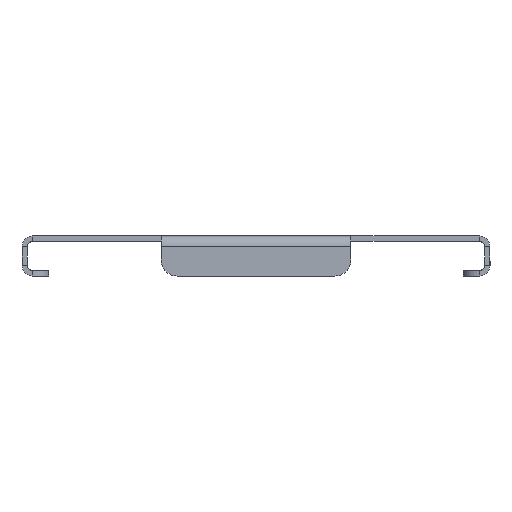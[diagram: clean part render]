
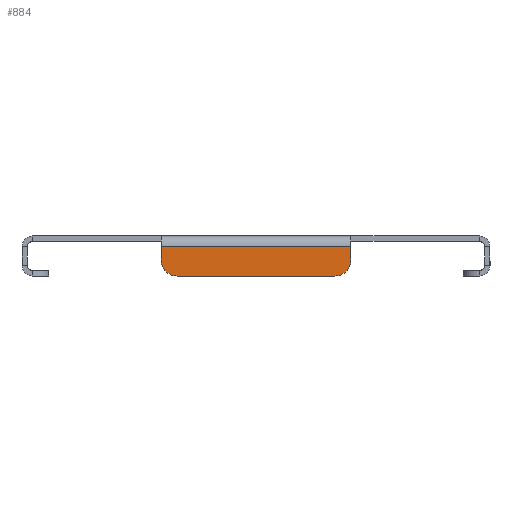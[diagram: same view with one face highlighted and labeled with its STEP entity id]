
A CAD part, left-side view. The second image highlights one B-rep face of the part: STEP entity #884.
In plain terms, the highlighted planar face has unit normal (-1, 0, 0).
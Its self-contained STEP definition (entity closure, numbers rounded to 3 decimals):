
#32 = PLANE ( 'NONE',  #469 ) ;
#167 = CARTESIAN_POINT ( 'NONE',  ( -399.5, -35.5, -15. ) ) ;
#168 = ORIENTED_EDGE ( 'NONE', *, *, #1721, .F. ) ;
#228 = LINE ( 'NONE', #2969, #2886 ) ;
#287 = VECTOR ( 'NONE', #1056, 1000. ) ;
#344 = CARTESIAN_POINT ( 'NONE',  ( -399.5, 29.5, -9. ) ) ;
#372 = AXIS2_PLACEMENT_3D ( 'NONE', #964, #2164, #2153 ) ;
#469 = AXIS2_PLACEMENT_3D ( 'NONE', #2806, #2360, #1202 ) ;
#490 = DIRECTION ( 'NONE',  ( 0., 1., 0. ) ) ;
#533 = CARTESIAN_POINT ( 'NONE',  ( -399.5, -29.5, -15. ) ) ;
#622 = ORIENTED_EDGE ( 'NONE', *, *, #2007, .T. ) ;
#642 = EDGE_CURVE ( 'NONE', #769, #2192, #862, .T. ) ;
#669 = EDGE_LOOP ( 'NONE', ( #168, #1297, #1818, #1120, #1943, #622 ) ) ;
#712 = VECTOR ( 'NONE', #1355, 1000. ) ;
#732 = FACE_OUTER_BOUND ( 'NONE', #669, .T. ) ;
#769 = VERTEX_POINT ( 'NONE', #2393 ) ;
#836 = DIRECTION ( 'NONE',  ( 0., 0., 1. ) ) ;
#862 = LINE ( 'NONE', #2708, #287 ) ;
#884 = ADVANCED_FACE ( 'NONE', ( #732 ), #32, .F. ) ;
#896 = VECTOR ( 'NONE', #836, 1000. ) ;
#964 = CARTESIAN_POINT ( 'NONE',  ( -399.5, -29.5, -9. ) ) ;
#1024 = VERTEX_POINT ( 'NONE', #1455 ) ;
#1046 = AXIS2_PLACEMENT_3D ( 'NONE', #344, #1940, #1692 ) ;
#1056 = DIRECTION ( 'NONE',  ( 0., -1., 0. ) ) ;
#1094 = CIRCLE ( 'NONE', #372, 6. ) ;
#1120 = ORIENTED_EDGE ( 'NONE', *, *, #642, .F. ) ;
#1202 = DIRECTION ( 'NONE',  ( 0., 0., -1. ) ) ;
#1241 = CIRCLE ( 'NONE', #1046, 6. ) ;
#1270 = CARTESIAN_POINT ( 'NONE',  ( -399.5, -35.5, -4. ) ) ;
#1297 = ORIENTED_EDGE ( 'NONE', *, *, #1412, .T. ) ;
#1305 = EDGE_CURVE ( 'NONE', #769, #2606, #1408, .T. ) ;
#1355 = DIRECTION ( 'NONE',  ( 0., 0., -1. ) ) ;
#1408 = LINE ( 'NONE', #2778, #712 ) ;
#1412 = EDGE_CURVE ( 'NONE', #1968, #2142, #1094, .T. ) ;
#1455 = CARTESIAN_POINT ( 'NONE',  ( -399.5, 29.5, -15. ) ) ;
#1589 = EDGE_CURVE ( 'NONE', #2142, #2192, #1739, .T. ) ;
#1692 = DIRECTION ( 'NONE',  ( 0., 0., -1. ) ) ;
#1721 = EDGE_CURVE ( 'NONE', #1968, #1024, #228, .T. ) ;
#1739 = LINE ( 'NONE', #167, #896 ) ;
#1818 = ORIENTED_EDGE ( 'NONE', *, *, #1589, .T. ) ;
#1889 = CARTESIAN_POINT ( 'NONE',  ( -399.5, 35.5, -9. ) ) ;
#1940 = DIRECTION ( 'NONE',  ( -1., 0., 0. ) ) ;
#1943 = ORIENTED_EDGE ( 'NONE', *, *, #1305, .T. ) ;
#1968 = VERTEX_POINT ( 'NONE', #533 ) ;
#2007 = EDGE_CURVE ( 'NONE', #2606, #1024, #1241, .T. ) ;
#2142 = VERTEX_POINT ( 'NONE', #2431 ) ;
#2153 = DIRECTION ( 'NONE',  ( 0., 0., -1. ) ) ;
#2164 = DIRECTION ( 'NONE',  ( -1., 0., 0. ) ) ;
#2192 = VERTEX_POINT ( 'NONE', #1270 ) ;
#2360 = DIRECTION ( 'NONE',  ( 1., 0., 0. ) ) ;
#2393 = CARTESIAN_POINT ( 'NONE',  ( -399.5, 35.5, -4. ) ) ;
#2431 = CARTESIAN_POINT ( 'NONE',  ( -399.5, -35.5, -9. ) ) ;
#2606 = VERTEX_POINT ( 'NONE', #1889 ) ;
#2708 = CARTESIAN_POINT ( 'NONE',  ( -399.5, -87.5, -4. ) ) ;
#2778 = CARTESIAN_POINT ( 'NONE',  ( -399.5, 35.5, -15. ) ) ;
#2806 = CARTESIAN_POINT ( 'NONE',  ( -399.5, 0., 0. ) ) ;
#2886 = VECTOR ( 'NONE', #490, 1000. ) ;
#2969 = CARTESIAN_POINT ( 'NONE',  ( -399.5, -87.5, -15. ) ) ;
